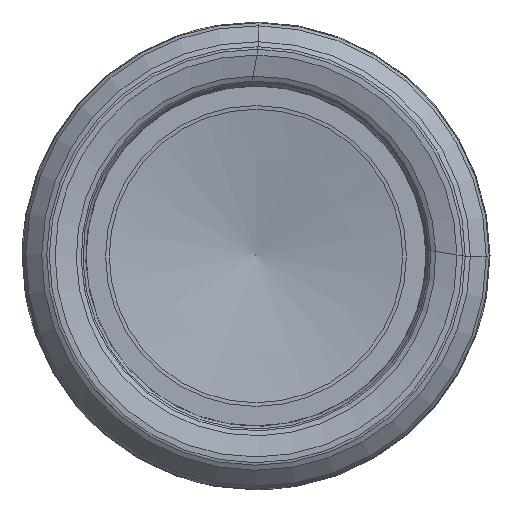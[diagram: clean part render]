
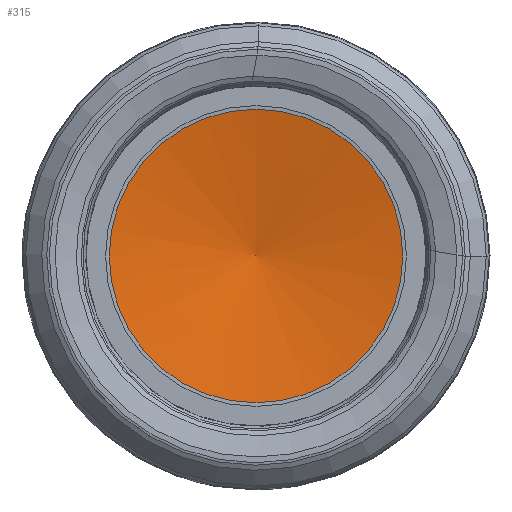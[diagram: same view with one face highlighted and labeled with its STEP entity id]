
A CAD part, left-side view. The second image highlights one B-rep face of the part: STEP entity #315.
In plain terms, the highlighted conical face has half-angle 80 degrees and reference radius 35.069 mm.
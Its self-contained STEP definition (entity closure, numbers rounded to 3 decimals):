
#61=CONICAL_SURFACE('',#1307,35.069,80.);
#64=VERTEX_LOOP('',#974);
#80=FACE_BOUND('',#513,.T.);
#81=FACE_BOUND('',#64,.T.);
#315=ADVANCED_FACE('',(#80,#81),#61,.F.);
#513=EDGE_LOOP('',(#879));
#619=CIRCLE('',#1306,35.069);
#879=ORIENTED_EDGE('',*,*,#1112,.T.);
#973=VERTEX_POINT('',#2550);
#974=VERTEX_POINT('',#2551);
#1112=EDGE_CURVE('',#973,#973,#619,.T.);
#1306=AXIS2_PLACEMENT_3D('',#2549,#1548,#1549);
#1307=AXIS2_PLACEMENT_3D('',#2552,#1550,#1551);
#1548=DIRECTION('',(-1.,0.,0.));
#1549=DIRECTION('',(0.,0.,1.));
#1550=DIRECTION('',(-1.,0.,0.));
#1551=DIRECTION('',(0.,0.,1.));
#2549=CARTESIAN_POINT('',(4.476,0.,0.));
#2550=CARTESIAN_POINT('',(4.476,0.,35.069));
#2551=CARTESIAN_POINT('',(10.66,0.,0.));
#2552=CARTESIAN_POINT('',(4.476,0.,0.));
